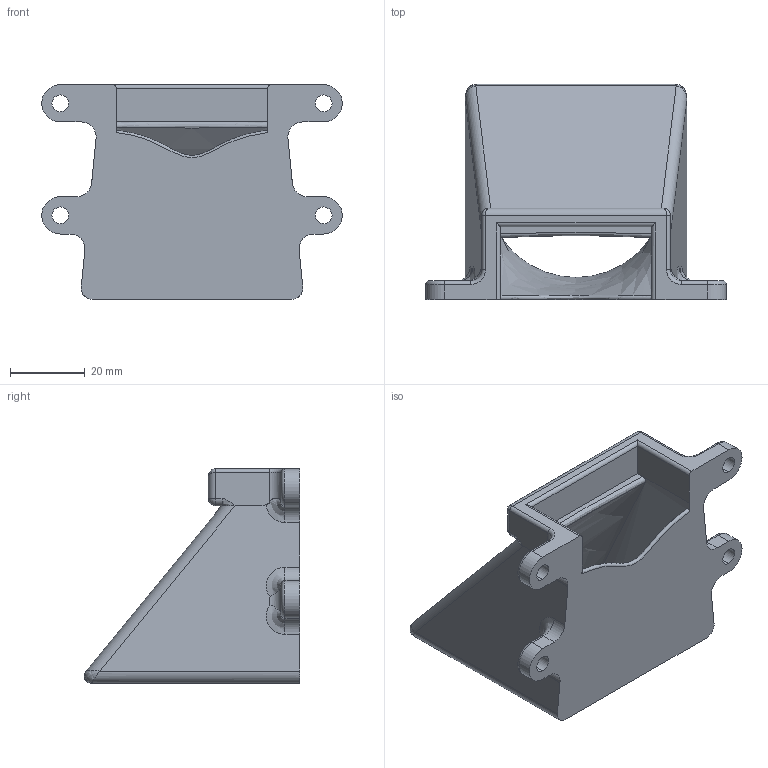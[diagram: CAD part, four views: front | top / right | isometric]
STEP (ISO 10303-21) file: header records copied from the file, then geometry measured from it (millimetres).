
FILE_DESCRIPTION (( 'STEP AP214' ), '1' );
FILE_NAME ('UV_cooling.STEP', '2024-08-29T20:11:53', ( '' ), ( '' ), 'SwSTEP 2.0', 'SolidWorks 2024', '' );
FILE_SCHEMA (( 'AUTOMOTIVE_DESIGN' ));
Length unit declared in the file: millimetre
Products named in the file (1): UV_cooling
Bounding box: 80.5 x 57.77 x 57.5 mm (x, y, z)
Volume: 56774.5 mm3; surface area: 21633.8 mm2
Topology: 1 solids, 1 shells, 118 faces, 301 edges, 182 vertices
Faces by surface type: cylinder 58, plane 30, bspline 20, torus 8, sphere 2
Entity records: 4800 total; most frequent: CARTESIAN_POINT 2108, ORIENTED_EDGE 586, DIRECTION 528, EDGE_CURVE 293, AXIS2_PLACEMENT_3D 201, VERTEX_POINT 182, EDGE_LOOP 133, VECTOR 126
